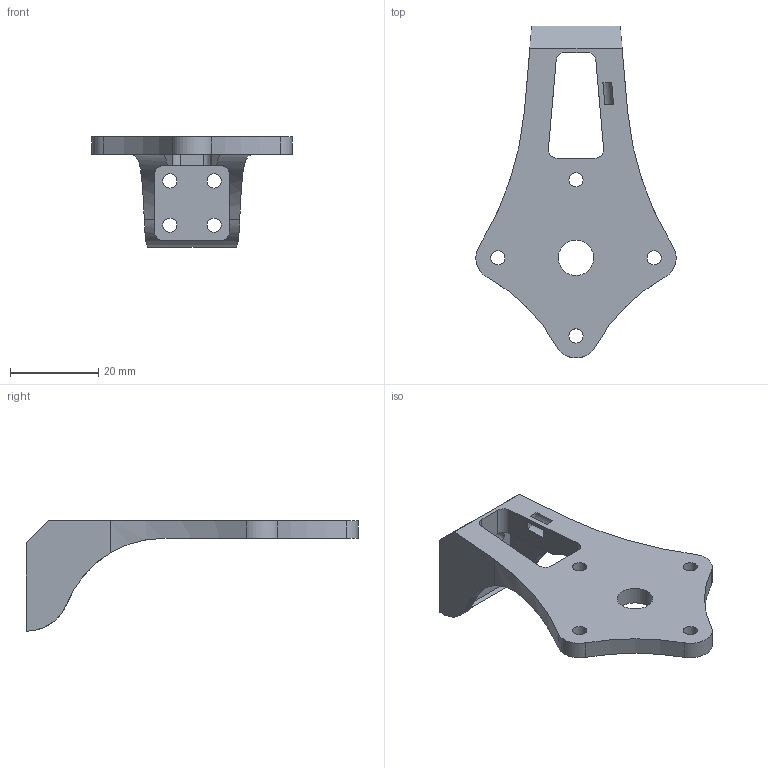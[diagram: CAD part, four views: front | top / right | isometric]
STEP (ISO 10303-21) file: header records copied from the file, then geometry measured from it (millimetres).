
FILE_DESCRIPTION(('FreeCAD Model'),'2;1');
FILE_NAME('Bras-Moteur.step','2015-09-06T10:14:54',('Author'),(''), 'Open CASCADE STEP processor 6.8','FreeCAD','Unknown');
FILE_SCHEMA(('AUTOMOTIVE_DESIGN_CC2 { 1 2 10303 214 -1 1 5 4 }'));
Length unit declared in the file: millimetre
Products named in the file (1): Pocket004
Bounding box: 45.33 x 75.16 x 25 mm (x, y, z)
Volume: 9351.8 mm3; surface area: 6419.9 mm2
Topology: 1 solids, 1 shells, 45 faces, 134 edges, 90 vertices
Faces by surface type: cylinder 28, plane 17
Full cylindrical faces by diameter (mm): 3.2 x8, 8 x1
Entity records: 5447 total; most frequent: CARTESIAN_POINT 2842, DIRECTION 460, ORIENTED_EDGE 268, PCURVE 268, DEFINITIONAL_REPRESENTATION 268, LINE 224, VECTOR 224, EDGE_CURVE 134
